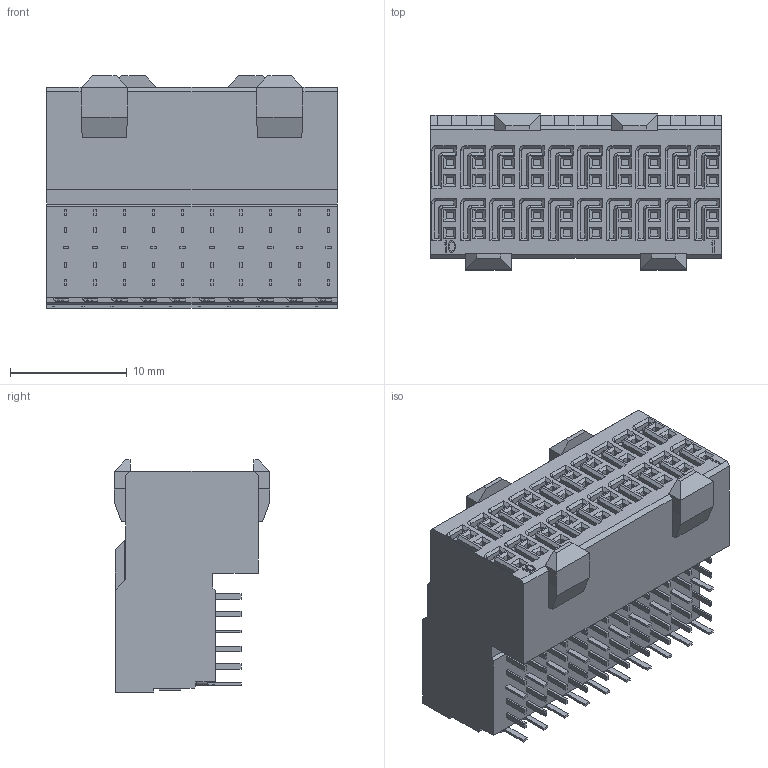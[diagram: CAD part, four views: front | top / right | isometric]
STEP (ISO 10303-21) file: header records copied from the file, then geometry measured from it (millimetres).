
FILE_DESCRIPTION((''),'2;1');
FILE_NAME('C-6469028-1','2017-05-09T',('workeradm'),('Tyco Electronics Ltd.'),'CREO PARAMETRIC BY PTC INC, 2016050','CREO PARAMETRIC BY PTC INC, 2016050','');
FILE_SCHEMA(('AUTOMOTIVE_DESIGN { 1 0 10303 214 1 1 1 1 }'));
Length unit declared in the file: millimetre
Products named in the file (1): C-6469028-1
Bounding box: 24.9 x 13.35 x 19.9 mm (x, y, z)
Volume: 4619 mm3; surface area: 2460.9 mm2
Topology: 1 solids, 1 shells, 1333 faces, 3235 edges, 2038 vertices
Faces by surface type: plane 1203, cylinder 90, cone 40
Entity records: 38057 total; most frequent: CARTESIAN_POINT 6608, ORIENTED_EDGE 6470, DIRECTION 6121, EDGE_CURVE 3235, VECTOR 3015, LINE 3015, VERTEX_POINT 2038, AXIS2_PLACEMENT_3D 1553
